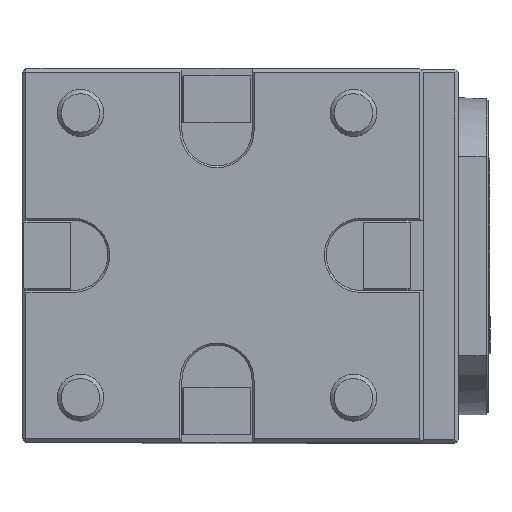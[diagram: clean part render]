
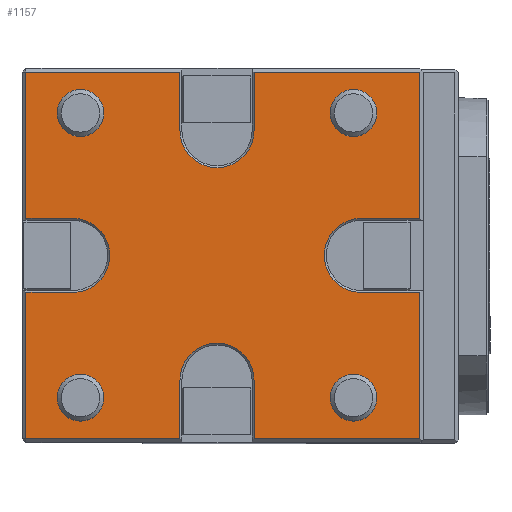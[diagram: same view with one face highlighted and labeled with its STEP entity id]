
A CAD part, top view. The second image highlights one B-rep face of the part: STEP entity #1157.
In plain terms, the highlighted planar face has unit normal (0, 0, 1).
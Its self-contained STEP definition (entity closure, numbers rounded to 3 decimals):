
#115=LINE('',#5277,#509);
#137=LINE('',#5323,#531);
#172=LINE('',#5399,#566);
#195=LINE('',#5447,#589);
#225=LINE('',#5513,#619);
#246=LINE('',#5554,#640);
#250=LINE('',#5561,#644);
#284=LINE('',#5641,#678);
#297=LINE('',#5673,#691);
#318=LINE('',#5714,#712);
#334=LINE('',#5757,#728);
#336=LINE('',#5761,#730);
#348=LINE('',#5787,#742);
#352=LINE('',#5797,#746);
#354=LINE('',#5802,#748);
#359=LINE('',#5813,#753);
#509=VECTOR('',#4054,1.);
#531=VECTOR('',#4086,1.);
#566=VECTOR('',#4147,1.);
#589=VECTOR('',#4180,1.);
#619=VECTOR('',#4248,1.);
#640=VECTOR('',#4283,1.);
#644=VECTOR('',#4289,1.);
#678=VECTOR('',#4361,1.);
#691=VECTOR('',#4398,1.);
#712=VECTOR('',#4433,1.);
#728=VECTOR('',#4477,1.);
#730=VECTOR('',#4481,1.);
#742=VECTOR('',#4501,1.);
#746=VECTOR('',#4513,1.);
#748=VECTOR('',#4521,1.);
#753=VECTOR('',#4534,1.);
#936=FACE_BOUND('',#1718,.T.);
#937=FACE_BOUND('',#1719,.T.);
#938=FACE_BOUND('',#1720,.T.);
#939=FACE_BOUND('',#1721,.T.);
#940=FACE_BOUND('',#1722,.T.);
#1157=ADVANCED_FACE('',(#936,#937,#938,#939,#940),#1324,.F.);
#1324=PLANE('',#3857);
#1718=EDGE_LOOP('',(#2620));
#1719=EDGE_LOOP('',(#2621));
#1720=EDGE_LOOP('',(#2622,#2623,#2624,#2625,#2626,#2627,#2628,#2629,#2630,
#2631,#2632,#2633,#2634,#2635,#2636,#2637,#2638,#2639,#2640,#2641));
#1721=EDGE_LOOP('',(#2642));
#1722=EDGE_LOOP('',(#2643));
#2620=ORIENTED_EDGE('',*,*,#3478,.T.);
#2621=ORIENTED_EDGE('',*,*,#3475,.T.);
#2622=ORIENTED_EDGE('',*,*,#3185,.T.);
#2623=ORIENTED_EDGE('',*,*,#3308,.T.);
#2624=ORIENTED_EDGE('',*,*,#3381,.T.);
#2625=ORIENTED_EDGE('',*,*,#3386,.T.);
#2626=ORIENTED_EDGE('',*,*,#3387,.T.);
#2627=ORIENTED_EDGE('',*,*,#3268,.T.);
#2628=ORIENTED_EDGE('',*,*,#3146,.T.);
#2629=ORIENTED_EDGE('',*,*,#3264,.T.);
#2630=ORIENTED_EDGE('',*,*,#3389,.T.);
#2631=ORIENTED_EDGE('',*,*,#3242,.T.);
#2632=ORIENTED_EDGE('',*,*,#3123,.T.);
#2633=ORIENTED_EDGE('',*,*,#3366,.T.);
#2634=ORIENTED_EDGE('',*,*,#3390,.T.);
#2635=ORIENTED_EDGE('',*,*,#3394,.T.);
#2636=ORIENTED_EDGE('',*,*,#3397,.T.);
#2637=ORIENTED_EDGE('',*,*,#3368,.T.);
#2638=ORIENTED_EDGE('',*,*,#3209,.T.);
#2639=ORIENTED_EDGE('',*,*,#3346,.T.);
#2640=ORIENTED_EDGE('',*,*,#3398,.T.);
#2641=ORIENTED_EDGE('',*,*,#3324,.T.);
#2642=ORIENTED_EDGE('',*,*,#3046,.T.);
#2643=ORIENTED_EDGE('',*,*,#3043,.T.);
#2732=VERTEX_POINT('',#5114);
#2735=VERTEX_POINT('',#5123);
#2793=VERTEX_POINT('',#5276);
#2794=VERTEX_POINT('',#5278);
#2813=VERTEX_POINT('',#5324);
#2814=VERTEX_POINT('',#5325);
#2840=VERTEX_POINT('',#5398);
#2841=VERTEX_POINT('',#5400);
#2860=VERTEX_POINT('',#5446);
#2861=VERTEX_POINT('',#5448);
#2878=VERTEX_POINT('',#5514);
#2891=VERTEX_POINT('',#5555);
#2893=VERTEX_POINT('',#5562);
#2920=VERTEX_POINT('',#5642);
#2927=VERTEX_POINT('',#5674);
#2940=VERTEX_POINT('',#5715);
#2952=VERTEX_POINT('',#5756);
#2954=VERTEX_POINT('',#5762);
#2964=VERTEX_POINT('',#5788);
#2965=VERTEX_POINT('',#5794);
#2966=VERTEX_POINT('',#5803);
#2967=VERTEX_POINT('',#5808);
#3004=VERTEX_POINT('',#5990);
#3007=VERTEX_POINT('',#5999);
#3043=EDGE_CURVE('',#2732,#2732,#3516,.T.);
#3046=EDGE_CURVE('',#2735,#2735,#3519,.T.);
#3123=EDGE_CURVE('',#2794,#2793,#115,.T.);
#3146=EDGE_CURVE('',#2813,#2814,#137,.T.);
#3185=EDGE_CURVE('',#2841,#2840,#172,.T.);
#3209=EDGE_CURVE('',#2861,#2860,#195,.T.);
#3242=EDGE_CURVE('',#2878,#2794,#225,.T.);
#3264=EDGE_CURVE('',#2814,#2891,#246,.T.);
#3268=EDGE_CURVE('',#2893,#2813,#250,.T.);
#3308=EDGE_CURVE('',#2840,#2920,#284,.T.);
#3324=EDGE_CURVE('',#2927,#2841,#297,.T.);
#3346=EDGE_CURVE('',#2860,#2940,#318,.T.);
#3366=EDGE_CURVE('',#2793,#2952,#334,.T.);
#3368=EDGE_CURVE('',#2954,#2861,#336,.T.);
#3381=EDGE_CURVE('',#2920,#2964,#348,.T.);
#3386=EDGE_CURVE('',#2964,#2965,#3547,.T.);
#3387=EDGE_CURVE('',#2965,#2893,#352,.T.);
#3389=EDGE_CURVE('',#2891,#2878,#3548,.T.);
#3390=EDGE_CURVE('',#2952,#2966,#354,.T.);
#3394=EDGE_CURVE('',#2966,#2967,#3549,.T.);
#3397=EDGE_CURVE('',#2967,#2954,#359,.T.);
#3398=EDGE_CURVE('',#2940,#2927,#3551,.T.);
#3475=EDGE_CURVE('',#3004,#3004,#3564,.T.);
#3478=EDGE_CURVE('',#3007,#3007,#3567,.T.);
#3516=CIRCLE('',#3629,6.);
#3519=CIRCLE('',#3635,6.);
#3547=CIRCLE('',#3765,9.5);
#3548=CIRCLE('',#3768,9.5);
#3549=CIRCLE('',#3771,9.5);
#3551=CIRCLE('',#3775,9.5);
#3564=CIRCLE('',#3849,6.);
#3567=CIRCLE('',#3855,6.);
#3629=AXIS2_PLACEMENT_3D('',#5113,#3925,#3926);
#3635=AXIS2_PLACEMENT_3D('',#5122,#3937,#3938);
#3765=AXIS2_PLACEMENT_3D('',#5795,#4509,#4510);
#3768=AXIS2_PLACEMENT_3D('',#5800,#4517,#4518);
#3771=AXIS2_PLACEMENT_3D('',#5809,#4527,#4528);
#3775=AXIS2_PLACEMENT_3D('',#5815,#4537,#4538);
#3849=AXIS2_PLACEMENT_3D('',#5989,#4749,#4750);
#3855=AXIS2_PLACEMENT_3D('',#5998,#4761,#4762);
#3857=AXIS2_PLACEMENT_3D('',#6001,#4765,#4766);
#3925=DIRECTION('',(0.,0.,-1.));
#3926=DIRECTION('',(0.,1.,0.));
#3937=DIRECTION('',(0.,0.,-1.));
#3938=DIRECTION('',(0.,-1.,0.));
#4054=DIRECTION('',(-1.,0.,0.));
#4086=DIRECTION('',(-1.,0.,0.));
#4147=DIRECTION('',(1.,0.,0.));
#4180=DIRECTION('',(1.,0.,0.));
#4248=DIRECTION('',(0.,1.,0.));
#4283=DIRECTION('',(0.,-1.,0.));
#4289=DIRECTION('',(0.,1.,0.));
#4361=DIRECTION('',(0.,1.,0.));
#4398=DIRECTION('',(0.,-1.,0.));
#4433=DIRECTION('',(0.,1.,0.));
#4477=DIRECTION('',(0.,-1.,0.));
#4481=DIRECTION('',(0.,-1.,0.));
#4501=DIRECTION('',(-1.,0.,0.));
#4509=DIRECTION('',(0.,0.,-1.));
#4510=DIRECTION('',(1.,0.,0.));
#4513=DIRECTION('',(1.,0.,0.));
#4517=DIRECTION('',(0.,0.,-1.));
#4518=DIRECTION('',(1.,0.,0.));
#4521=DIRECTION('',(1.,0.,0.));
#4527=DIRECTION('',(0.,0.,-1.));
#4528=DIRECTION('',(1.,0.,0.));
#4534=DIRECTION('',(-1.,0.,0.));
#4537=DIRECTION('',(0.,0.,-1.));
#4538=DIRECTION('',(1.,0.,0.));
#4749=DIRECTION('',(0.,0.,-1.));
#4750=DIRECTION('',(0.,1.,0.));
#4761=DIRECTION('',(0.,0.,-1.));
#4762=DIRECTION('',(0.,1.,0.));
#4765=DIRECTION('',(0.,0.,-1.));
#4766=DIRECTION('',(-1.,0.,0.));
#5113=CARTESIAN_POINT('',(-35.,-36.5,0.));
#5114=CARTESIAN_POINT('',(-35.,-30.5,0.));
#5122=CARTESIAN_POINT('',(35.,-36.5,0.));
#5123=CARTESIAN_POINT('',(35.,-42.5,0.));
#5276=CARTESIAN_POINT('',(-49.,47.,0.));
#5277=CARTESIAN_POINT('',(-50.,47.,0.));
#5278=CARTESIAN_POINT('',(-9.5,47.,0.));
#5323=CARTESIAN_POINT('',(-50.,47.,0.));
#5324=CARTESIAN_POINT('',(52.,47.,0.));
#5325=CARTESIAN_POINT('',(9.5,47.,0.));
#5398=CARTESIAN_POINT('',(52.,-47.,0.));
#5399=CARTESIAN_POINT('',(53.,-47.,0.));
#5400=CARTESIAN_POINT('',(9.5,-47.,0.));
#5446=CARTESIAN_POINT('',(-9.5,-47.,0.));
#5447=CARTESIAN_POINT('',(-9.5,-47.,0.));
#5448=CARTESIAN_POINT('',(-49.,-47.,0.));
#5513=CARTESIAN_POINT('',(-9.5,-48.,0.));
#5514=CARTESIAN_POINT('',(-9.5,32.,0.));
#5554=CARTESIAN_POINT('',(9.5,-48.,0.));
#5555=CARTESIAN_POINT('',(9.5,32.,0.));
#5561=CARTESIAN_POINT('',(52.,-48.,0.));
#5562=CARTESIAN_POINT('',(52.,9.5,0.));
#5641=CARTESIAN_POINT('',(52.,-48.,0.));
#5642=CARTESIAN_POINT('',(52.,-9.5,0.));
#5673=CARTESIAN_POINT('',(9.5,-48.,0.));
#5674=CARTESIAN_POINT('',(9.5,-32.,0.));
#5714=CARTESIAN_POINT('',(-9.5,-32.,0.));
#5715=CARTESIAN_POINT('',(-9.5,-32.,0.));
#5756=CARTESIAN_POINT('',(-49.,9.5,0.));
#5757=CARTESIAN_POINT('',(-49.,-48.,0.));
#5761=CARTESIAN_POINT('',(-49.,-48.,0.));
#5762=CARTESIAN_POINT('',(-49.,-9.5,0.));
#5787=CARTESIAN_POINT('',(37.,-9.5,0.));
#5788=CARTESIAN_POINT('',(37.,-9.5,0.));
#5794=CARTESIAN_POINT('',(37.,9.5,0.));
#5795=CARTESIAN_POINT('',(37.,0.,0.));
#5797=CARTESIAN_POINT('',(53.,9.5,0.));
#5800=CARTESIAN_POINT('',(0.,32.,0.));
#5802=CARTESIAN_POINT('',(-50.,9.5,0.));
#5803=CARTESIAN_POINT('',(-37.,9.5,0.));
#5808=CARTESIAN_POINT('',(-37.,-9.5,0.));
#5809=CARTESIAN_POINT('',(-37.,0.,0.));
#5813=CARTESIAN_POINT('',(-50.,-9.5,0.));
#5815=CARTESIAN_POINT('',(0.,-32.,0.));
#5989=CARTESIAN_POINT('',(35.,36.5,0.));
#5990=CARTESIAN_POINT('',(35.,42.5,0.));
#5998=CARTESIAN_POINT('',(-35.,36.5,0.));
#5999=CARTESIAN_POINT('',(-35.,42.5,0.));
#6001=CARTESIAN_POINT('',(-28.7,36.5,0.));
